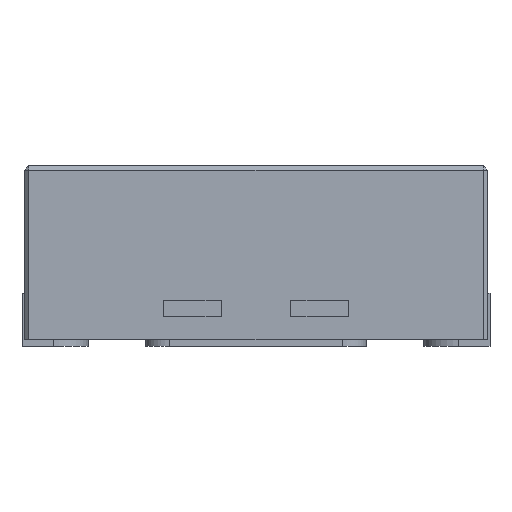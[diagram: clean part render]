
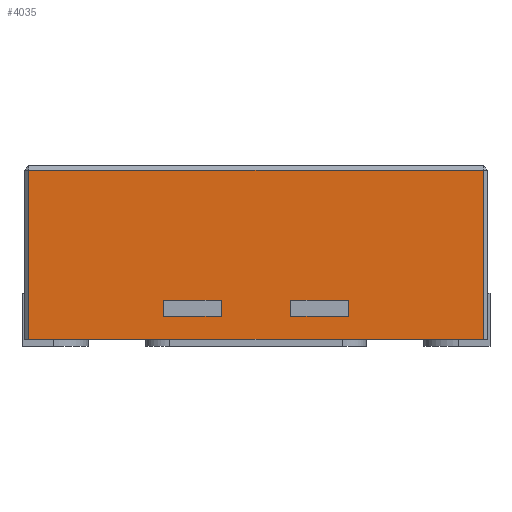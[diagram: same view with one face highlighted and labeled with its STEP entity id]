
A CAD part, left-side view. The second image highlights one B-rep face of the part: STEP entity #4035.
In plain terms, the highlighted planar face has unit normal (-1, 0, 0).
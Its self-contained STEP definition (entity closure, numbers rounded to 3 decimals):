
#488=FACE_OUTER_BOUND('',#732,.T.);
#732=EDGE_LOOP('',(#3599,#3600,#3601,#3602));
#1146=LINE('',#7300,#1550);
#1152=LINE('',#7313,#1556);
#1154=LINE('',#7316,#1558);
#1158=LINE('',#7324,#1562);
#1550=VECTOR('',#4980,10.);
#1556=VECTOR('',#4992,10.);
#1558=VECTOR('',#4996,10.);
#1562=VECTOR('',#5008,10.);
#1941=VERTEX_POINT('',#7290);
#1943=VERTEX_POINT('',#7296);
#1946=VERTEX_POINT('',#7306);
#1948=VERTEX_POINT('',#7311);
#2496=EDGE_CURVE('',#1941,#1943,#1146,.T.);
#2502=EDGE_CURVE('',#1948,#1946,#1152,.T.);
#2504=EDGE_CURVE('',#1946,#1941,#1154,.T.);
#2508=EDGE_CURVE('',#1943,#1948,#1158,.T.);
#3599=ORIENTED_EDGE('',*,*,#2496,.F.);
#3600=ORIENTED_EDGE('',*,*,#2504,.F.);
#3601=ORIENTED_EDGE('',*,*,#2502,.F.);
#3602=ORIENTED_EDGE('',*,*,#2508,.F.);
#3805=PLANE('',#4254);
#4035=ADVANCED_FACE('',(#488),#3805,.T.);
#4254=AXIS2_PLACEMENT_3D('',#7323,#5006,#5007);
#4980=DIRECTION('',(0.,0.,-1.));
#4992=DIRECTION('',(0.,0.,1.));
#4996=DIRECTION('',(0.,-1.,0.));
#5006=DIRECTION('center_axis',(-1.,0.,0.));
#5007=DIRECTION('ref_axis',(0.,-1.,0.));
#5008=DIRECTION('',(0.,1.,0.));
#7290=CARTESIAN_POINT('',(0.,-1.98,0.73));
#7296=CARTESIAN_POINT('',(0.,-1.98,0.));
#7300=CARTESIAN_POINT('',(0.,-1.98,0.));
#7306=CARTESIAN_POINT('',(0.,-0.02,0.73));
#7311=CARTESIAN_POINT('',(0.,-0.02,0.));
#7313=CARTESIAN_POINT('',(0.,-0.02,0.));
#7316=CARTESIAN_POINT('',(0.,-0.5,0.73));
#7323=CARTESIAN_POINT('Origin',(0.,0.,0.));
#7324=CARTESIAN_POINT('',(0.,-2.,0.));
